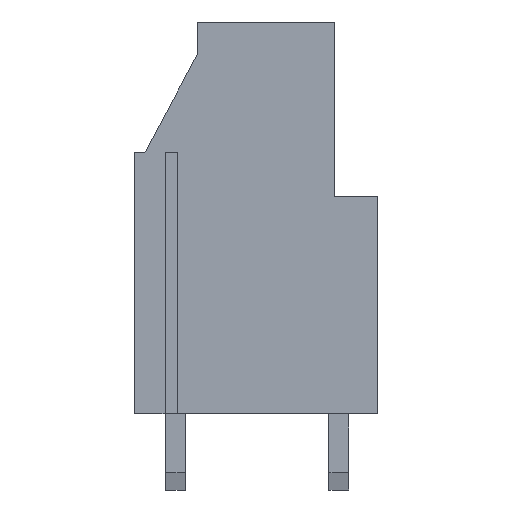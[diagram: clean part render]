
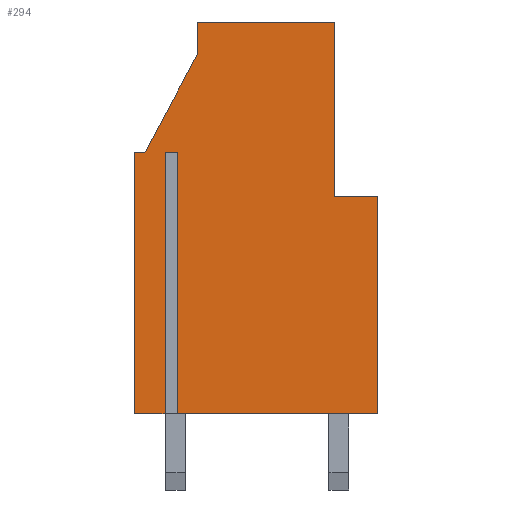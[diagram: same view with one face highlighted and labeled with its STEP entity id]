
A CAD part, front view. The second image highlights one B-rep face of the part: STEP entity #294.
In plain terms, the highlighted planar face has unit normal (0, -1, 0).
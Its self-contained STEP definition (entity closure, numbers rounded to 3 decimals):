
#294 = ADVANCED_FACE( '', ( #663 ), #664, .F. );
#663 = FACE_OUTER_BOUND( '', #1124, .T. );
#664 = PLANE( '', #1125 );
#1124 = EDGE_LOOP( '', ( #1740, #1741, #1742, #1743, #1744, #1745, #1746, #1747, #1748, #1749, #1750, #1751, #1752 ) );
#1125 = AXIS2_PLACEMENT_3D( '', #1753, #1754, #1755 );
#1740 = ORIENTED_EDGE( '', *, *, #3095, .F. );
#1741 = ORIENTED_EDGE( '', *, *, #3027, .T. );
#1742 = ORIENTED_EDGE( '', *, *, #3096, .F. );
#1743 = ORIENTED_EDGE( '', *, *, #3097, .F. );
#1744 = ORIENTED_EDGE( '', *, *, #3098, .F. );
#1745 = ORIENTED_EDGE( '', *, *, #3099, .T. );
#1746 = ORIENTED_EDGE( '', *, *, #3100, .T. );
#1747 = ORIENTED_EDGE( '', *, *, #3101, .F. );
#1748 = ORIENTED_EDGE( '', *, *, #3102, .F. );
#1749 = ORIENTED_EDGE( '', *, *, #3103, .F. );
#1750 = ORIENTED_EDGE( '', *, *, #3104, .T. );
#1751 = ORIENTED_EDGE( '', *, *, #3105, .T. );
#1752 = ORIENTED_EDGE( '', *, *, #3106, .F. );
#1753 = CARTESIAN_POINT( '', ( 12.134, -2.5, 19.8 ) );
#1754 = DIRECTION( '', ( 0., 1., 0. ) );
#1755 = DIRECTION( '', ( -1., 0., 0. ) );
#3027 = EDGE_CURVE( '', #3677, #3678, #3679, .T. );
#3095 = EDGE_CURVE( '', #3677, #3792, #3793, .T. );
#3096 = EDGE_CURVE( '', #3794, #3678, #3795, .T. );
#3097 = EDGE_CURVE( '', #3796, #3794, #3797, .T. );
#3098 = EDGE_CURVE( '', #3798, #3796, #3799, .T. );
#3099 = EDGE_CURVE( '', #3798, #3800, #3801, .T. );
#3100 = EDGE_CURVE( '', #3800, #3802, #3803, .T. );
#3101 = EDGE_CURVE( '', #3804, #3802, #3805, .T. );
#3102 = EDGE_CURVE( '', #3806, #3804, #3807, .T. );
#3103 = EDGE_CURVE( '', #3808, #3806, #3809, .T. );
#3104 = EDGE_CURVE( '', #3808, #3810, #3811, .T. );
#3105 = EDGE_CURVE( '', #3810, #3812, #3813, .T. );
#3106 = EDGE_CURVE( '', #3792, #3812, #3814, .T. );
#3677 = VERTEX_POINT( '', #4605 );
#3678 = VERTEX_POINT( '', #4606 );
#3679 = LINE( '', #4607, #4608 );
#3792 = VERTEX_POINT( '', #4771 );
#3793 = LINE( '', #4772, #4773 );
#3794 = VERTEX_POINT( '', #4774 );
#3795 = LINE( '', #4775, #4776 );
#3796 = VERTEX_POINT( '', #4777 );
#3797 = LINE( '', #4778, #4779 );
#3798 = VERTEX_POINT( '', #4780 );
#3799 = LINE( '', #4781, #4782 );
#3800 = VERTEX_POINT( '', #4783 );
#3801 = LINE( '', #4784, #4785 );
#3802 = VERTEX_POINT( '', #4786 );
#3803 = LINE( '', #4787, #4788 );
#3804 = VERTEX_POINT( '', #4789 );
#3805 = LINE( '', #4790, #4791 );
#3806 = VERTEX_POINT( '', #4792 );
#3807 = LINE( '', #4793, #4794 );
#3808 = VERTEX_POINT( '', #4795 );
#3809 = LINE( '', #4796, #4797 );
#3810 = VERTEX_POINT( '', #4798 );
#3811 = LINE( '', #4799, #4800 );
#3812 = VERTEX_POINT( '', #4801 );
#3813 = LINE( '', #4802, #4803 );
#3814 = LINE( '', #4804, #4805 );
#4605 = CARTESIAN_POINT( '', ( 9.2, -2.5, 18. ) );
#4606 = CARTESIAN_POINT( '', ( 2.9, -2.5, 18. ) );
#4607 = CARTESIAN_POINT( '', ( 5.35, -2.5, 18. ) );
#4608 = VECTOR( '', #5739, 1000. );
#4771 = CARTESIAN_POINT( '', ( 9.2, -2.5, 10. ) );
#4772 = CARTESIAN_POINT( '', ( 9.2, -2.5, 18. ) );
#4773 = VECTOR( '', #5799, 1000. );
#4774 = CARTESIAN_POINT( '', ( 2.9, -2.5, 16.5 ) );
#4775 = CARTESIAN_POINT( '', ( 2.9, -2.5, -1. ) );
#4776 = VECTOR( '', #5800, 1000. );
#4777 = CARTESIAN_POINT( '', ( 0.5, -2.5, 12. ) );
#4778 = CARTESIAN_POINT( '', ( -6.433, -2.5, -1. ) );
#4779 = VECTOR( '', #5801, 1000. );
#4780 = CARTESIAN_POINT( '', ( 0., -2.5, 12. ) );
#4781 = CARTESIAN_POINT( '', ( 5.35, -2.5, 12. ) );
#4782 = VECTOR( '', #5802, 1000. );
#4783 = CARTESIAN_POINT( '', ( 0., -2.5, 0. ) );
#4784 = CARTESIAN_POINT( '', ( 0., -2.5, -1. ) );
#4785 = VECTOR( '', #5803, 1000. );
#4786 = CARTESIAN_POINT( '', ( 1.423, -2.5, 0. ) );
#4787 = CARTESIAN_POINT( '', ( 5.35, -2.5, 0. ) );
#4788 = VECTOR( '', #5804, 1000. );
#4789 = CARTESIAN_POINT( '', ( 1.423, -2.5, 12. ) );
#4790 = CARTESIAN_POINT( '', ( 1.423, -2.5, -1. ) );
#4791 = VECTOR( '', #5805, 1000. );
#4792 = CARTESIAN_POINT( '', ( 1.977, -2.5, 12. ) );
#4793 = CARTESIAN_POINT( '', ( 5.35, -2.5, 12. ) );
#4794 = VECTOR( '', #5806, 1000. );
#4795 = CARTESIAN_POINT( '', ( 1.977, -2.5, 0. ) );
#4796 = CARTESIAN_POINT( '', ( 1.977, -2.5, -1. ) );
#4797 = VECTOR( '', #5807, 1000. );
#4798 = CARTESIAN_POINT( '', ( 11.2, -2.5, 0. ) );
#4799 = CARTESIAN_POINT( '', ( 5.35, -2.5, 0. ) );
#4800 = VECTOR( '', #5808, 1000. );
#4801 = CARTESIAN_POINT( '', ( 11.2, -2.5, 10. ) );
#4802 = CARTESIAN_POINT( '', ( 11.2, -2.5, -1. ) );
#4803 = VECTOR( '', #5809, 1000. );
#4804 = CARTESIAN_POINT( '', ( 9.038, -2.5, 10. ) );
#4805 = VECTOR( '', #5810, 1000. );
#5739 = DIRECTION( '', ( -1., 0., 0. ) );
#5799 = DIRECTION( '', ( 0., 0., -1. ) );
#5800 = DIRECTION( '', ( 0., 0., 1. ) );
#5801 = DIRECTION( '', ( 0.471, 0., 0.882 ) );
#5802 = DIRECTION( '', ( 1., 0., 0. ) );
#5803 = DIRECTION( '', ( 0., 0., -1. ) );
#5804 = DIRECTION( '', ( 1., 0., 0. ) );
#5805 = DIRECTION( '', ( 0., 0., -1. ) );
#5806 = DIRECTION( '', ( -1., 0., 0. ) );
#5807 = DIRECTION( '', ( 0., 0., 1. ) );
#5808 = DIRECTION( '', ( 1., 0., 0. ) );
#5809 = DIRECTION( '', ( 0., 0., 1. ) );
#5810 = DIRECTION( '', ( 1., 0., 0. ) );
